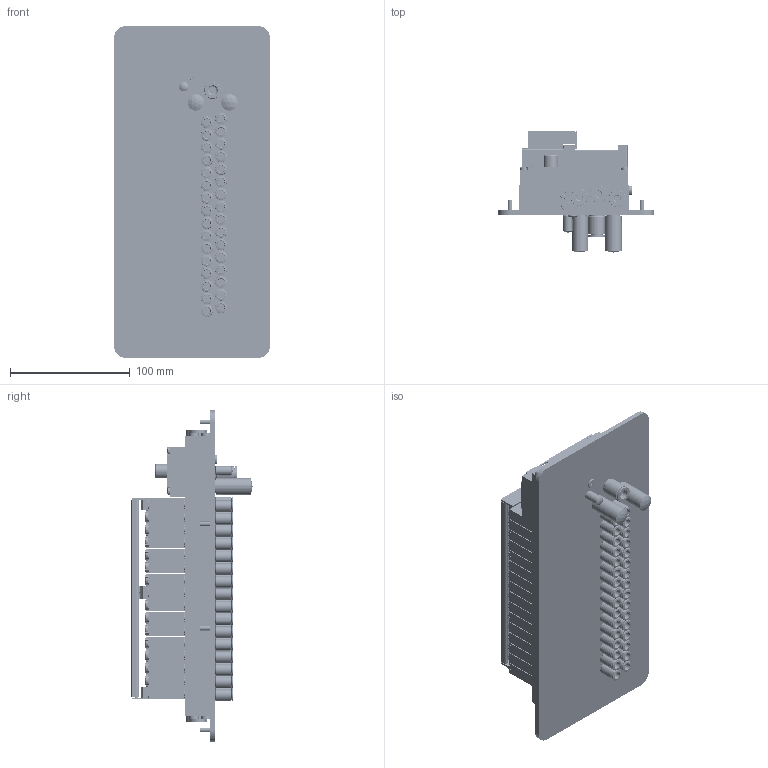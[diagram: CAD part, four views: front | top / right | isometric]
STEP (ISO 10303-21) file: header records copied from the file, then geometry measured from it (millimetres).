
FILE_DESCRIPTION(/* description */ ('VTUG-MP-Ventilinsel'),/* implementation_level */ '2;1');
FILE_NAME(/* name */ 'VTUG 10, 16 op met doorvoerplaat en IO-link.stp',/* time_stamp */ '2018-07-18T12:02:24+02:00',/* author */ ('user'),/* organization */ ('FESTO'),/* preprocessor_version */ 'ST-DEVELOPER v16.5',/* originating_system */ 'Autodesk Inventor 2017',/* authorisation */ '');
FILE_SCHEMA (('AUTOMOTIVE_DESIGN { 1 0 10303 214 3 1 1 }'));
Length unit declared in the file: millimetre
Products named in the file (20): 573606 VTUG-10-VRLK-B1T-G18B-DTB-M7SU-16VK+TTSC; 573605 VABM-L1-10-HWB-G18-16-GR-- ---(MF); 573413 VUVG-B10-T32C-MZT-F-1T1L---(V_M7); 730988 F-M2x34-10.9; 3568 B-1/8---(VTUG); 174308 B-M5-B---(VTUG); 573939 VAEM-L1-S-16-PT---(0)_p; 1426888 F-M3x17-10.9; 174308 B-M5-B; 573461 ASCF-H-L1-10-16V---(T); 1478897 ASCF-H-L1-L---(S); 1488418 ASCF-H-L1---(H); 1491427 ASCF-H-L1-R---(S); dichting maat 10, 16; doorvoerplaat maat 10, 16; 578404 NPQH-BK-M5-P10; 165003 UC-M5; 161419 UC-1/8; 578376 NPQH-DK-G18-Q8-P10; 133007 QSM-M7-6-I-R
Assembly tree (108 placements, depth 2):
  573606 VTUG-10-VRLK-B1T-G18B-DTB-M7SU-16VK+TTSC
    573605 VABM-L1-10-HWB-G18-16-GR-- ---(MF)
    573413 VUVG-B10-T32C-MZT-F-1T1L---(V_M7)  x16
    730988 F-M2x34-10.9  x32
    3568 B-1/8---(VTUG)  x6
    174308 B-M5-B---(VTUG)  x4
    573939 VAEM-L1-S-16-PT---(0)_p
    1426888 F-M3x17-10.9  x4
    174308 B-M5-B
    573461 ASCF-H-L1-10-16V---(T)
    1478897 ASCF-H-L1-L---(S)
    1488418 ASCF-H-L1---(H)
    1491427 ASCF-H-L1-R---(S)
    dichting maat 10, 16
    doorvoerplaat maat 10, 16
    578404 NPQH-BK-M5-P10
    165003 UC-M5
    161419 UC-1/8  x2
    578376 NPQH-DK-G18-Q8-P10
    133007 QSM-M7-6-I-R  x32
Bounding box: 130 x 101.05 x 277 mm (x, y, z)
Volume: 1001309.5 mm3; surface area: 447343.2 mm2
Topology: 108 solids, 108 shells, 7841 faces, 18789 edges, 12180 vertices
Faces by surface type: plane 4941, cylinder 1845, cone 673, torus 246, sphere 132, bspline 4
Full cylindrical faces by diameter (mm): 0.7 x3, 0.9 x3, 1 x5, 1.567 x32, 1.69 x32, 2 x32, 2.459 x4, 2.5 x4, 2.6 x7, 2.65 x32, 2.7 x40, 2.8 x4, 3 x4, 3.2 x3, 3.242 x6, 3.3 x1, 3.6 x1, 3.9 x32, 4 x40, 4.134 x8, 4.2 x80, 4.5 x36, 4.6 x2, 4.864 x2, 5 x15, 5.3 x32, 5.5 x18, 5.6 x84, 5.917 x32, 6 x33
Entity records: 53900 total; most frequent: CARTESIAN_POINT 10130, DIRECTION 9155, ORIENTED_EDGE 7758, EDGE_CURVE 3879, AXIS2_PLACEMENT_3D 3460, EDGE_LOOP 2932, VERTEX_POINT 2875, LINE 2235
